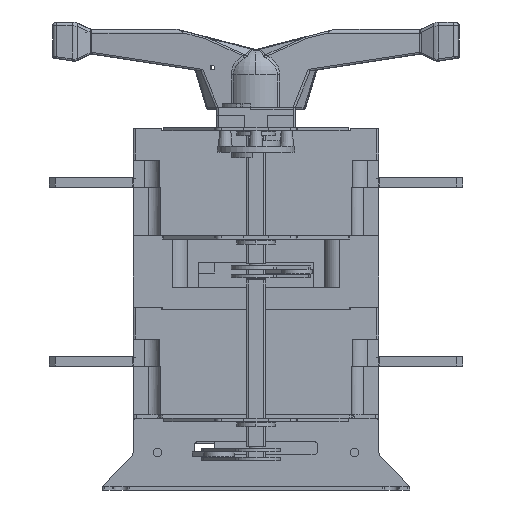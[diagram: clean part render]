
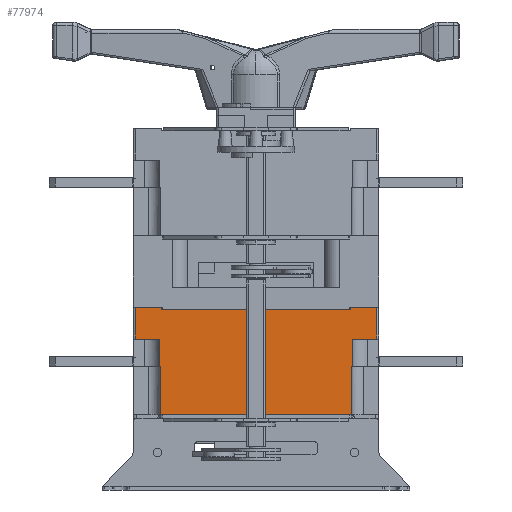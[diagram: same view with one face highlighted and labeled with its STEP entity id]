
A CAD part, left-side view. The second image highlights one B-rep face of the part: STEP entity #77974.
In plain terms, the highlighted planar face has unit normal (-1, 0, 0).
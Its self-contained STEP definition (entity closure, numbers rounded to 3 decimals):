
#1936 = CARTESIAN_POINT ( 'NONE',  ( -246.5, 100., -231. ) ) ;
#2168 = VECTOR ( 'NONE', #73823, 1000. ) ;
#2571 = AXIS2_PLACEMENT_3D ( 'NONE', #1936, #117096, #30852 ) ;
#2722 = DIRECTION ( 'NONE',  ( 0., 0., -1. ) ) ;
#2749 = CARTESIAN_POINT ( 'NONE',  ( -246.5, 98., -191.5 ) ) ;
#5523 = VERTEX_POINT ( 'NONE', #15157 ) ;
#6781 = VERTEX_POINT ( 'NONE', #66130 ) ;
#8072 = ORIENTED_EDGE ( 'NONE', *, *, #52866, .F. ) ;
#9677 = CARTESIAN_POINT ( 'NONE',  ( -246.5, 100., -169.5 ) ) ;
#10342 = LINE ( 'NONE', #96585, #40545 ) ;
#12334 = CARTESIAN_POINT ( 'NONE',  ( -246.5, -76.5, -145.5 ) ) ;
#13092 = VERTEX_POINT ( 'NONE', #120116 ) ;
#14498 = ORIENTED_EDGE ( 'NONE', *, *, #84504, .T. ) ;
#15146 = VERTEX_POINT ( 'NONE', #24173 ) ;
#15157 = CARTESIAN_POINT ( 'NONE',  ( -246.5, 76.5, -143.5 ) ) ;
#16832 = EDGE_CURVE ( 'NONE', #24225, #13092, #95724, .T. ) ;
#17271 = ORIENTED_EDGE ( 'NONE', *, *, #36373, .F. ) ;
#18497 = LINE ( 'NONE', #9677, #75095 ) ;
#19530 = EDGE_CURVE ( 'NONE', #61746, #98243, #51230, .T. ) ;
#22222 = CARTESIAN_POINT ( 'NONE',  ( -246.5, 78.3, -169.5 ) ) ;
#24086 = LINE ( 'NONE', #22222, #117775 ) ;
#24173 = CARTESIAN_POINT ( 'NONE',  ( -246.5, 76.5, -145.5 ) ) ;
#24225 = VERTEX_POINT ( 'NONE', #114591 ) ;
#24364 = VERTEX_POINT ( 'NONE', #71768 ) ;
#25715 = CARTESIAN_POINT ( 'NONE',  ( -246.5, 78., -191.5 ) ) ;
#26828 = DIRECTION ( 'NONE',  ( 0., 0., -1. ) ) ;
#27557 = LINE ( 'NONE', #36371, #35953 ) ;
#28052 = EDGE_CURVE ( 'NONE', #6781, #115489, #71587, .T. ) ;
#29218 = DIRECTION ( 'NONE',  ( 0., 1., 0. ) ) ;
#29339 = DIRECTION ( 'NONE',  ( 0., -1., 0. ) ) ;
#30269 = CARTESIAN_POINT ( 'NONE',  ( -246.5, 78., -231. ) ) ;
#30852 = DIRECTION ( 'NONE',  ( 0., 1., 0. ) ) ;
#31035 = VERTEX_POINT ( 'NONE', #25715 ) ;
#31119 = EDGE_CURVE ( 'NONE', #31035, #98243, #27557, .T. ) ;
#33942 = EDGE_CURVE ( 'NONE', #31035, #67912, #10342, .T. ) ;
#33957 = LINE ( 'NONE', #42783, #53075 ) ;
#35505 = ORIENTED_EDGE ( 'NONE', *, *, #16832, .F. ) ;
#35670 = VECTOR ( 'NONE', #108800, 1000. ) ;
#35953 = VECTOR ( 'NONE', #115025, 1000. ) ;
#36205 = ORIENTED_EDGE ( 'NONE', *, *, #75961, .F. ) ;
#36371 = CARTESIAN_POINT ( 'NONE',  ( -246.5, 78., -191.5 ) ) ;
#36373 = EDGE_CURVE ( 'NONE', #83240, #102414, #18497, .T. ) ;
#37574 = VECTOR ( 'NONE', #121248, 1000. ) ;
#38159 = CARTESIAN_POINT ( 'NONE',  ( -246.5, 100., -143.5 ) ) ;
#38235 = LINE ( 'NONE', #115023, #112174 ) ;
#39292 = CARTESIAN_POINT ( 'NONE',  ( -246.5, 76.5, -143.5 ) ) ;
#39434 = EDGE_CURVE ( 'NONE', #77158, #5523, #123778, .T. ) ;
#40513 = LINE ( 'NONE', #2749, #2168 ) ;
#40545 = VECTOR ( 'NONE', #29218, 1000. ) ;
#42783 = CARTESIAN_POINT ( 'NONE',  ( -246.5, -98., -191.5 ) ) ;
#44022 = DIRECTION ( 'NONE',  ( 0., 0., 1. ) ) ;
#44698 = EDGE_CURVE ( 'NONE', #98647, #15146, #58011, .T. ) ;
#44906 = ORIENTED_EDGE ( 'NONE', *, *, #48935, .F. ) ;
#45099 = LINE ( 'NONE', #54573, #99628 ) ;
#48785 = LINE ( 'NONE', #123706, #102748 ) ;
#48935 = EDGE_CURVE ( 'NONE', #115036, #24225, #38235, .T. ) ;
#51230 = LINE ( 'NONE', #69510, #80657 ) ;
#52664 = CARTESIAN_POINT ( 'NONE',  ( -246.5, -100., -143.5 ) ) ;
#52866 = EDGE_CURVE ( 'NONE', #5523, #15146, #104153, .T. ) ;
#53075 = VECTOR ( 'NONE', #44022, 1000. ) ;
#54573 = CARTESIAN_POINT ( 'NONE',  ( -246.5, -78., -191.5 ) ) ;
#55782 = CARTESIAN_POINT ( 'NONE',  ( -246.5, -98., -169.5 ) ) ;
#56093 = DIRECTION ( 'NONE',  ( 0., 0., -1. ) ) ;
#57964 = CARTESIAN_POINT ( 'NONE',  ( -246.5, -98., -143.5 ) ) ;
#58011 = LINE ( 'NONE', #96399, #80019 ) ;
#61208 = ORIENTED_EDGE ( 'NONE', *, *, #105991, .F. ) ;
#61746 = VERTEX_POINT ( 'NONE', #103555 ) ;
#62838 = LINE ( 'NONE', #89942, #35670 ) ;
#66130 = CARTESIAN_POINT ( 'NONE',  ( -246.5, -76.5, -143.5 ) ) ;
#67289 = CARTESIAN_POINT ( 'NONE',  ( -246.5, 78.3, -169.5 ) ) ;
#67615 = DIRECTION ( 'NONE',  ( 0., 1., 0. ) ) ;
#67912 = VERTEX_POINT ( 'NONE', #117268 ) ;
#69510 = CARTESIAN_POINT ( 'NONE',  ( -246.5, 100., -231. ) ) ;
#70132 = DIRECTION ( 'NONE',  ( 0., 1., 0. ) ) ;
#70664 = CARTESIAN_POINT ( 'NONE',  ( -246.5, 98., -169.5 ) ) ;
#71145 = ORIENTED_EDGE ( 'NONE', *, *, #19530, .F. ) ;
#71587 = LINE ( 'NONE', #52664, #37574 ) ;
#71768 = CARTESIAN_POINT ( 'NONE',  ( -246.5, -78., -191.5 ) ) ;
#73823 = DIRECTION ( 'NONE',  ( 0., 0., -1. ) ) ;
#74209 = VECTOR ( 'NONE', #56093, 1000. ) ;
#75095 = VECTOR ( 'NONE', #67615, 1000. ) ;
#75961 = EDGE_CURVE ( 'NONE', #13092, #24364, #48785, .T. ) ;
#76701 = ORIENTED_EDGE ( 'NONE', *, *, #44698, .T. ) ;
#76891 = ORIENTED_EDGE ( 'NONE', *, *, #28052, .F. ) ;
#77158 = VERTEX_POINT ( 'NONE', #90332 ) ;
#77839 = ORIENTED_EDGE ( 'NONE', *, *, #31119, .T. ) ;
#77974 = ADVANCED_FACE ( 'NONE', ( #79350 ), #88168, .F. ) ;
#79043 = ORIENTED_EDGE ( 'NONE', *, *, #39434, .F. ) ;
#79152 = DIRECTION ( 'NONE',  ( 0., 1., 0. ) ) ;
#79350 = FACE_OUTER_BOUND ( 'NONE', #80163, .T. ) ;
#80019 = VECTOR ( 'NONE', #106465, 1000. ) ;
#80163 = EDGE_LOOP ( 'NONE', ( #71145, #61208, #36205, #35505, #44906, #113166, #76891, #14498, #76701, #8072, #79043, #86281, #17271, #86595, #124427, #77839 ) ) ;
#80657 = VECTOR ( 'NONE', #70132, 1000. ) ;
#83240 = VERTEX_POINT ( 'NONE', #67289 ) ;
#84504 = EDGE_CURVE ( 'NONE', #6781, #98647, #62838, .T. ) ;
#86281 = ORIENTED_EDGE ( 'NONE', *, *, #99058, .T. ) ;
#86595 = ORIENTED_EDGE ( 'NONE', *, *, #94529, .T. ) ;
#87182 = DIRECTION ( 'NONE',  ( 0., 1., 0. ) ) ;
#88168 = PLANE ( 'NONE',  #2571 ) ;
#89942 = CARTESIAN_POINT ( 'NONE',  ( -246.5, -76.5, -143.5 ) ) ;
#90332 = CARTESIAN_POINT ( 'NONE',  ( -246.5, 98., -143.5 ) ) ;
#93403 = VECTOR ( 'NONE', #29339, 1000. ) ;
#93880 = CARTESIAN_POINT ( 'NONE',  ( -246.5, -78.3, -169.5 ) ) ;
#94529 = EDGE_CURVE ( 'NONE', #83240, #67912, #24086, .T. ) ;
#95724 = LINE ( 'NONE', #93880, #74209 ) ;
#96399 = CARTESIAN_POINT ( 'NONE',  ( -246.5, 100., -145.5 ) ) ;
#96585 = CARTESIAN_POINT ( 'NONE',  ( -246.5, 100., -191.5 ) ) ;
#98243 = VERTEX_POINT ( 'NONE', #30269 ) ;
#98647 = VERTEX_POINT ( 'NONE', #12334 ) ;
#99058 = EDGE_CURVE ( 'NONE', #77158, #102414, #40513, .T. ) ;
#99628 = VECTOR ( 'NONE', #26828, 1000. ) ;
#102414 = VERTEX_POINT ( 'NONE', #70664 ) ;
#102748 = VECTOR ( 'NONE', #87182, 1000. ) ;
#103555 = CARTESIAN_POINT ( 'NONE',  ( -246.5, -78., -231. ) ) ;
#104135 = EDGE_CURVE ( 'NONE', #115036, #115489, #33957, .T. ) ;
#104153 = LINE ( 'NONE', #39292, #104582 ) ;
#104582 = VECTOR ( 'NONE', #104767, 1000. ) ;
#104767 = DIRECTION ( 'NONE',  ( 0., 0., -1. ) ) ;
#105991 = EDGE_CURVE ( 'NONE', #24364, #61746, #45099, .T. ) ;
#106465 = DIRECTION ( 'NONE',  ( 0., 1., 0. ) ) ;
#108800 = DIRECTION ( 'NONE',  ( 0., 0., -1. ) ) ;
#112174 = VECTOR ( 'NONE', #79152, 1000. ) ;
#113166 = ORIENTED_EDGE ( 'NONE', *, *, #104135, .T. ) ;
#114591 = CARTESIAN_POINT ( 'NONE',  ( -246.5, -78.3, -169.5 ) ) ;
#115023 = CARTESIAN_POINT ( 'NONE',  ( -246.5, -100., -169.5 ) ) ;
#115025 = DIRECTION ( 'NONE',  ( 0., 0., -1. ) ) ;
#115036 = VERTEX_POINT ( 'NONE', #55782 ) ;
#115489 = VERTEX_POINT ( 'NONE', #57964 ) ;
#117096 = DIRECTION ( 'NONE',  ( 1., 0., 0. ) ) ;
#117268 = CARTESIAN_POINT ( 'NONE',  ( -246.5, 78.3, -191.5 ) ) ;
#117775 = VECTOR ( 'NONE', #2722, 1000. ) ;
#120116 = CARTESIAN_POINT ( 'NONE',  ( -246.5, -78.3, -191.5 ) ) ;
#121248 = DIRECTION ( 'NONE',  ( 0., -1., 0. ) ) ;
#123706 = CARTESIAN_POINT ( 'NONE',  ( -246.5, 100., -191.5 ) ) ;
#123778 = LINE ( 'NONE', #38159, #93403 ) ;
#124427 = ORIENTED_EDGE ( 'NONE', *, *, #33942, .F. ) ;
